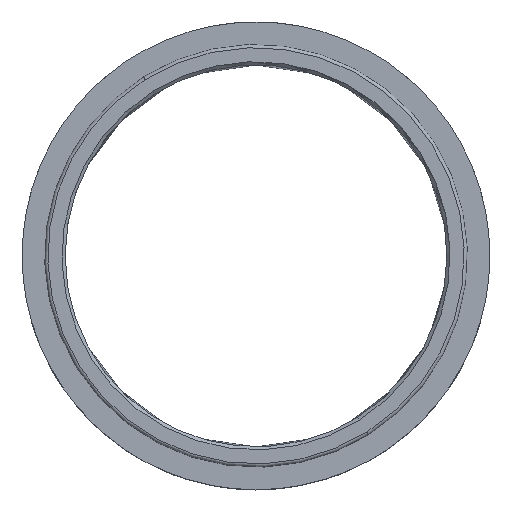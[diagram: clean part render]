
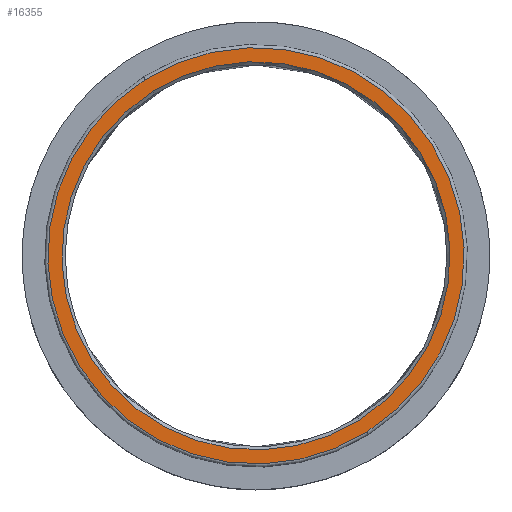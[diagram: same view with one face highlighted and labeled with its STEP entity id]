
A CAD part, top view. The second image highlights one B-rep face of the part: STEP entity #16355.
In plain terms, the highlighted planar face has unit normal (0, 0, 1).
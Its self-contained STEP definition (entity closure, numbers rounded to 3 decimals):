
#78 = EDGE_CURVE ( 'NONE', #10745, #18179, #9584, .T. ) ;
#829 = VERTEX_POINT ( 'NONE', #2062 ) ;
#1015 = EDGE_CURVE ( 'NONE', #18179, #10745, #13633, .T. ) ;
#1342 = AXIS2_PLACEMENT_3D ( 'NONE', #7514, #9112, #10714 ) ;
#1821 = CARTESIAN_POINT ( 'NONE',  ( 0., 0., 500. ) ) ;
#2062 = CARTESIAN_POINT ( 'NONE',  ( 324.841, -516.313, 500. ) ) ;
#2224 = EDGE_LOOP ( 'NONE', ( #3856, #12701 ) ) ;
#2808 = CIRCLE ( 'NONE', #1342, 610. ) ;
#2928 = CIRCLE ( 'NONE', #15020, 610. ) ;
#3550 = DIRECTION ( 'NONE',  ( -0.533, 0.846, 0. ) ) ;
#3856 = ORIENTED_EDGE ( 'NONE', *, *, #1015, .F. ) ;
#4033 = PLANE ( 'NONE',  #20278 ) ;
#4148 = DIRECTION ( 'NONE',  ( 0., 0., 1. ) ) ;
#5535 = AXIS2_PLACEMENT_3D ( 'NONE', #1821, #10216, #3550 ) ;
#5955 = DIRECTION ( 'NONE',  ( 0., 0., -1. ) ) ;
#6178 = EDGE_CURVE ( 'NONE', #12617, #829, #2928, .T. ) ;
#6218 = ORIENTED_EDGE ( 'NONE', *, *, #22273, .T. ) ;
#7514 = CARTESIAN_POINT ( 'NONE',  ( 0., 0., 500. ) ) ;
#7851 = CARTESIAN_POINT ( 'NONE',  ( -348.431, 553.809, 500. ) ) ;
#7963 = DIRECTION ( 'NONE',  ( -0.533, 0.846, 0. ) ) ;
#9112 = DIRECTION ( 'NONE',  ( 0., 0., -1. ) ) ;
#9584 = CIRCLE ( 'NONE', #5535, 654.3 ) ;
#10216 = DIRECTION ( 'NONE',  ( 0., 0., -1. ) ) ;
#10714 = DIRECTION ( 'NONE',  ( -0.533, 0.846, 0. ) ) ;
#10745 = VERTEX_POINT ( 'NONE', #12779 ) ;
#11045 = CARTESIAN_POINT ( 'NONE',  ( 0., 0., 500. ) ) ;
#11290 = DIRECTION ( 'NONE',  ( 0., 0., -1. ) ) ;
#11806 = AXIS2_PLACEMENT_3D ( 'NONE', #14898, #5955, #13180 ) ;
#12617 = VERTEX_POINT ( 'NONE', #22201 ) ;
#12701 = ORIENTED_EDGE ( 'NONE', *, *, #78, .F. ) ;
#12779 = CARTESIAN_POINT ( 'NONE',  ( 348.431, -553.809, 500. ) ) ;
#13180 = DIRECTION ( 'NONE',  ( -0.533, 0.846, 0. ) ) ;
#13633 = CIRCLE ( 'NONE', #11806, 654.3 ) ;
#14251 = EDGE_LOOP ( 'NONE', ( #6218, #21546 ) ) ;
#14614 = CARTESIAN_POINT ( 'NONE',  ( 0., 0., 500. ) ) ;
#14898 = CARTESIAN_POINT ( 'NONE',  ( 0., 0., 500. ) ) ;
#15020 = AXIS2_PLACEMENT_3D ( 'NONE', #14614, #11290, #7963 ) ;
#16324 = FACE_BOUND ( 'NONE', #14251, .T. ) ;
#16355 = ADVANCED_FACE ( 'NONE', ( #16324, #21491 ), #4033, .T. ) ;
#18179 = VERTEX_POINT ( 'NONE', #7851 ) ;
#18264 = DIRECTION ( 'NONE',  ( 1., 0., 0. ) ) ;
#20278 = AXIS2_PLACEMENT_3D ( 'NONE', #11045, #4148, #18264 ) ;
#21491 = FACE_OUTER_BOUND ( 'NONE', #2224, .T. ) ;
#21546 = ORIENTED_EDGE ( 'NONE', *, *, #6178, .T. ) ;
#22201 = CARTESIAN_POINT ( 'NONE',  ( -324.841, 516.313, 500. ) ) ;
#22273 = EDGE_CURVE ( 'NONE', #829, #12617, #2808, .T. ) ;
